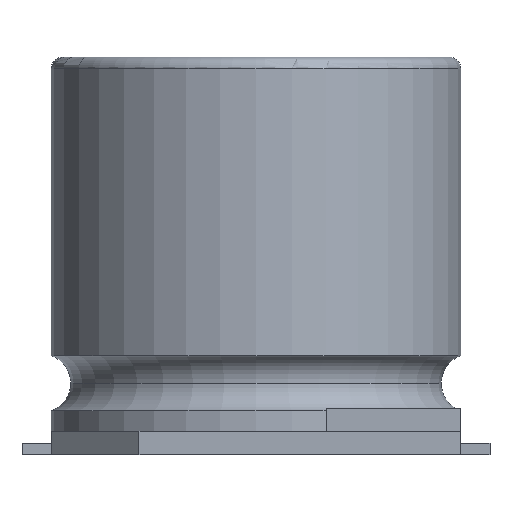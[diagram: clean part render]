
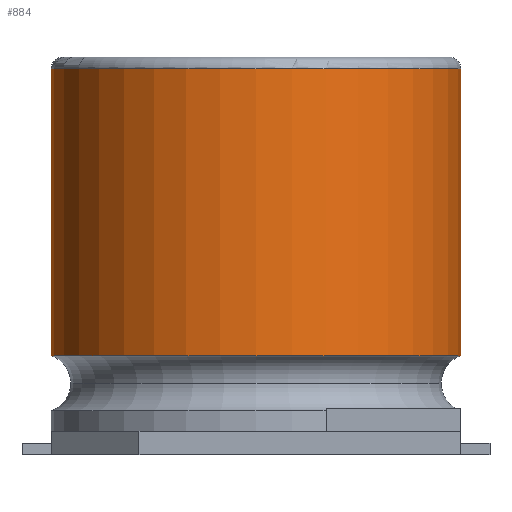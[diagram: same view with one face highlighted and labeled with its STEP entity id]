
A CAD part, front view. The second image highlights one B-rep face of the part: STEP entity #884.
In plain terms, the highlighted cylindrical face has radius 5.25 mm (diameter 10.5 mm), a partial arc.
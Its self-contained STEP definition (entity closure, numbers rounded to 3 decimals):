
#578=CARTESIAN_POINT('',(5.25,0.,2.545));
#579=VERTEX_POINT('',#578);
#580=CARTESIAN_POINT('',(5.25,0.,9.9));
#581=VERTEX_POINT('',#580);
#582=CARTESIAN_POINT('',(5.25,0.,2.545));
#583=DIRECTION('',(0.0,0.0,1.0));
#584=VECTOR('',#583,7.355);
#585=LINE('',#582,#584);
#586=EDGE_CURVE('',#579,#581,#585,.T.);
#588=CARTESIAN_POINT('',(-5.25,0.,2.545));
#589=VERTEX_POINT('',#588);
#597=CARTESIAN_POINT('',(-5.25,0.,9.9));
#598=VERTEX_POINT('',#597);
#599=CARTESIAN_POINT('',(-5.25,0.,9.9));
#600=DIRECTION('',(0.0,0.0,-1.0));
#601=VECTOR('',#600,7.355);
#602=LINE('',#599,#601);
#603=EDGE_CURVE('',#598,#589,#602,.T.);
#819=CARTESIAN_POINT('',(0.,0.,2.545));
#820=DIRECTION('',(0.0,0.0,1.0));
#821=DIRECTION('',(1.0,0.0,0.0));
#822=AXIS2_PLACEMENT_3D('',#819,#820,#821);
#823=CIRCLE('',#822,5.25);
#824=EDGE_CURVE('',#589,#579,#823,.T.);
#854=CARTESIAN_POINT('',(0.,0.,9.9));
#855=DIRECTION('',(0.0,0.0,1.0));
#856=DIRECTION('',(-1.0,0.0,0.0));
#857=AXIS2_PLACEMENT_3D('',#854,#855,#856);
#858=CIRCLE('',#857,5.25);
#859=EDGE_CURVE('',#598,#581,#858,.T.);
#873=CARTESIAN_POINT('',(0.,0.,0.6));
#874=DIRECTION('',(0.0,0.0,1.0));
#875=DIRECTION('',(1.0,0.0,0.0));
#876=AXIS2_PLACEMENT_3D('',#873,#874,#875);
#877=CYLINDRICAL_SURFACE('',#876,5.25);
#878=ORIENTED_EDGE('',*,*,#586,.T.);
#879=ORIENTED_EDGE('',*,*,#859,.F.);
#880=ORIENTED_EDGE('',*,*,#603,.T.);
#881=ORIENTED_EDGE('',*,*,#824,.T.);
#882=EDGE_LOOP('',(#878,#879,#880,#881));
#883=FACE_OUTER_BOUND('',#882,.T.);
#884=ADVANCED_FACE('',(#883),#877,.T.);
